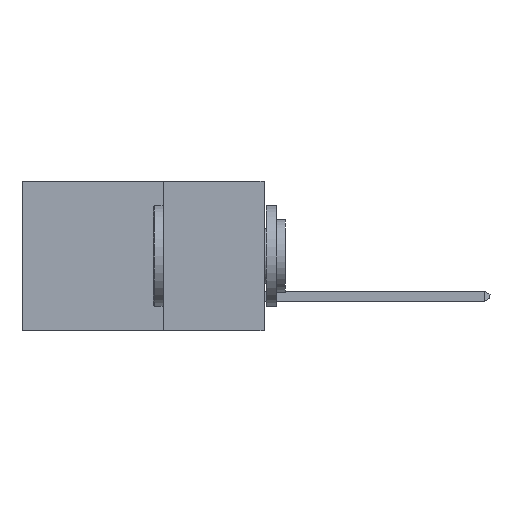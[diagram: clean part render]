
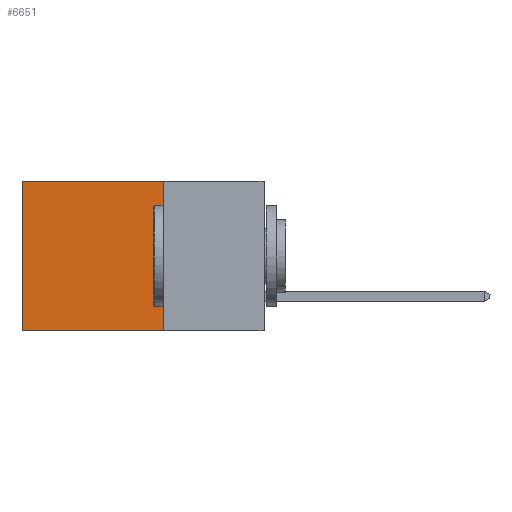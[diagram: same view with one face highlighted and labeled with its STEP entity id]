
A CAD part, left-side view. The second image highlights one B-rep face of the part: STEP entity #6651.
In plain terms, the highlighted planar face has unit normal (-1, 0, 0).
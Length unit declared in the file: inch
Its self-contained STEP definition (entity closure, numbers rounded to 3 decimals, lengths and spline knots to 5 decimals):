
#365 = ORIENTED_EDGE ( 'NONE', *, *, #3565, .T. ) ;
#643 = VECTOR ( 'NONE', #8939, 39.37008 ) ;
#728 = CARTESIAN_POINT ( 'NONE',  ( 0.2615, 0.6, -0.37 ) ) ;
#1283 = VERTEX_POINT ( 'NONE', #2907 ) ;
#1528 = ORIENTED_EDGE ( 'NONE', *, *, #7390, .F. ) ;
#1788 = EDGE_CURVE ( 'NONE', #1283, #2292, #4372, .T. ) ;
#1865 = CARTESIAN_POINT ( 'NONE',  ( 0.2615, 0.6, 0. ) ) ;
#1868 = LINE ( 'NONE', #1967, #643 ) ;
#1967 = CARTESIAN_POINT ( 'NONE',  ( 0.2615, 0.25, 0. ) ) ;
#1970 = VERTEX_POINT ( 'NONE', #4779 ) ;
#2261 = VERTEX_POINT ( 'NONE', #1865 ) ;
#2292 = VERTEX_POINT ( 'NONE', #4631 ) ;
#2413 = VECTOR ( 'NONE', #7815, 39.37008 ) ;
#2553 = DIRECTION ( 'NONE',  ( 1., 0., 0. ) ) ;
#2907 = CARTESIAN_POINT ( 'NONE',  ( 0.2615, 0.25, -0.37 ) ) ;
#2932 = LINE ( 'NONE', #7170, #2413 ) ;
#3262 = VECTOR ( 'NONE', #4842, 39.37008 ) ;
#3472 = LINE ( 'NONE', #728, #3262 ) ;
#3565 = EDGE_CURVE ( 'NONE', #1970, #2261, #1868, .T. ) ;
#3769 = CARTESIAN_POINT ( 'NONE',  ( 0.2615, 0.25, -0.37 ) ) ;
#3810 = DIRECTION ( 'NONE',  ( 0., 1., 0. ) ) ;
#4029 = AXIS2_PLACEMENT_3D ( 'NONE', #8789, #2553, #5352 ) ;
#4093 = EDGE_CURVE ( 'NONE', #2261, #2292, #3472, .T. ) ;
#4372 = LINE ( 'NONE', #3769, #4478 ) ;
#4405 = ORIENTED_EDGE ( 'NONE', *, *, #1788, .F. ) ;
#4478 = VECTOR ( 'NONE', #3810, 39.37008 ) ;
#4631 = CARTESIAN_POINT ( 'NONE',  ( 0.2615, 0.6, -0.37 ) ) ;
#4779 = CARTESIAN_POINT ( 'NONE',  ( 0.2615, 0.25, 0. ) ) ;
#4842 = DIRECTION ( 'NONE',  ( 0., 0., -1. ) ) ;
#5352 = DIRECTION ( 'NONE',  ( 0., 0., -1. ) ) ;
#5822 = EDGE_LOOP ( 'NONE', ( #7668, #4405, #1528, #365 ) ) ;
#5982 = FACE_OUTER_BOUND ( 'NONE', #5822, .T. ) ;
#6651 = ADVANCED_FACE ( 'NONE', ( #5982 ), #7280, .F. ) ;
#7170 = CARTESIAN_POINT ( 'NONE',  ( 0.2615, 0.25, -0.37 ) ) ;
#7280 = PLANE ( 'NONE',  #4029 ) ;
#7390 = EDGE_CURVE ( 'NONE', #1970, #1283, #2932, .T. ) ;
#7668 = ORIENTED_EDGE ( 'NONE', *, *, #4093, .T. ) ;
#7815 = DIRECTION ( 'NONE',  ( 0., 0., -1. ) ) ;
#8789 = CARTESIAN_POINT ( 'NONE',  ( 0.2615, 0.25, -0.37 ) ) ;
#8939 = DIRECTION ( 'NONE',  ( 0., 1., 0. ) ) ;
